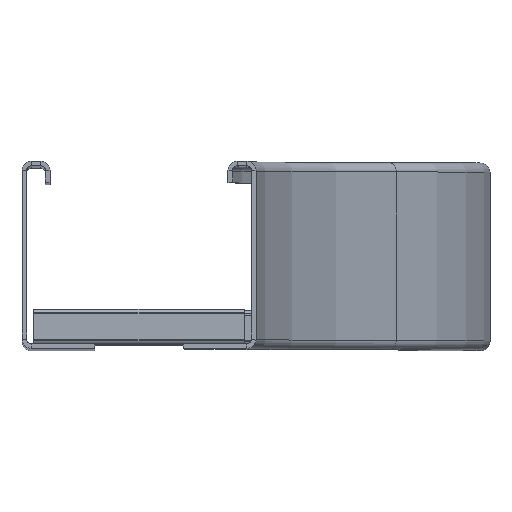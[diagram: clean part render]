
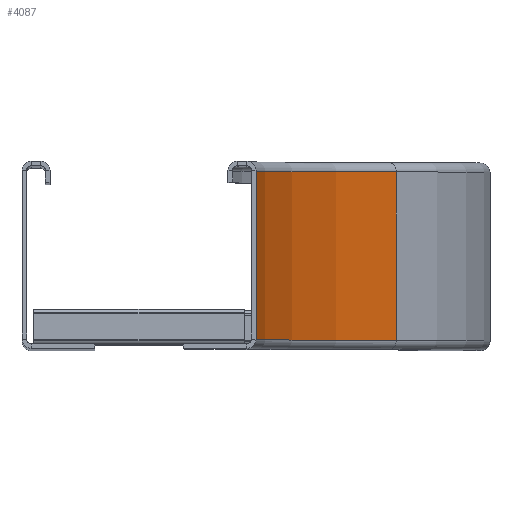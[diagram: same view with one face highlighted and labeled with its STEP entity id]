
A CAD part, top view. The second image highlights one B-rep face of the part: STEP entity #4087.
In plain terms, the highlighted cylindrical face has radius 300 mm (diameter 600 mm), a partial arc.
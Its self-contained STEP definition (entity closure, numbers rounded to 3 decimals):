
#145=CIRCLE('',#4470,300.);
#146=CIRCLE('',#4472,300.);
#216=CYLINDRICAL_SURFACE('',#4471,300.);
#299=FACE_OUTER_BOUND('',#550,.T.);
#550=EDGE_LOOP('',(#2920,#2921,#2922,#2923));
#873=LINE('',#6190,#1354);
#878=LINE('',#6244,#1359);
#1354=VECTOR('',#4974,10.);
#1359=VECTOR('',#5045,10.);
#1824=VERTEX_POINT('',#6183);
#1826=VERTEX_POINT('',#6189);
#1841=VERTEX_POINT('',#6238);
#1842=VERTEX_POINT('',#6243);
#2216=EDGE_CURVE('',#1826,#1824,#873,.T.);
#2242=EDGE_CURVE('',#1841,#1824,#145,.T.);
#2243=EDGE_CURVE('',#1841,#1842,#878,.T.);
#2244=EDGE_CURVE('',#1842,#1826,#146,.T.);
#2920=ORIENTED_EDGE('',*,*,#2243,.F.);
#2921=ORIENTED_EDGE('',*,*,#2242,.T.);
#2922=ORIENTED_EDGE('',*,*,#2216,.F.);
#2923=ORIENTED_EDGE('',*,*,#2244,.F.);
#4087=ADVANCED_FACE('',(#299),#216,.F.);
#4470=AXIS2_PLACEMENT_3D('',#6241,#5041,#5042);
#4471=AXIS2_PLACEMENT_3D('',#6242,#5043,#5044);
#4472=AXIS2_PLACEMENT_3D('',#6245,#5046,#5047);
#4974=DIRECTION('',(0.,-1.,0.));
#5041=DIRECTION('center_axis',(0.,-1.,0.));
#5042=DIRECTION('ref_axis',(-1.,0.,0.));
#5043=DIRECTION('center_axis',(0.,-1.,0.));
#5044=DIRECTION('ref_axis',(0.8,0.,0.6));
#5045=DIRECTION('',(0.,1.,0.));
#5046=DIRECTION('center_axis',(0.,-1.,0.));
#5047=DIRECTION('ref_axis',(-1.,0.,0.));
#6183=CARTESIAN_POINT('',(91.,4.,-180.));
#6189=CARTESIAN_POINT('',(91.,76.,-180.));
#6190=CARTESIAN_POINT('',(91.,76.,-180.));
#6238=CARTESIAN_POINT('',(31.,4.,0.));
#6241=CARTESIAN_POINT('Origin',(331.,4.,0.));
#6242=CARTESIAN_POINT('Origin',(331.,40.,0.));
#6243=CARTESIAN_POINT('',(31.,76.,0.));
#6244=CARTESIAN_POINT('',(31.,-27.524,0.));
#6245=CARTESIAN_POINT('Origin',(331.,76.,0.));
